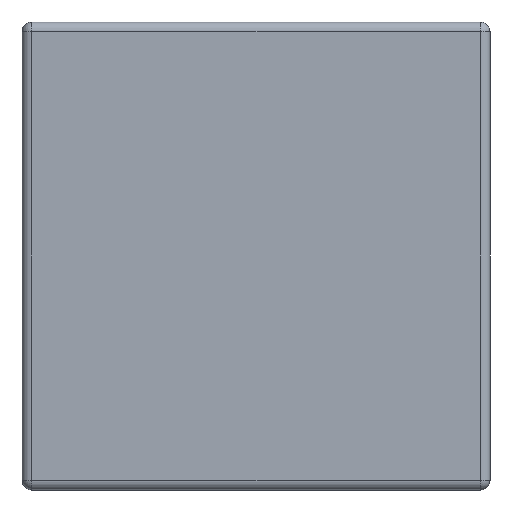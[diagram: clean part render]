
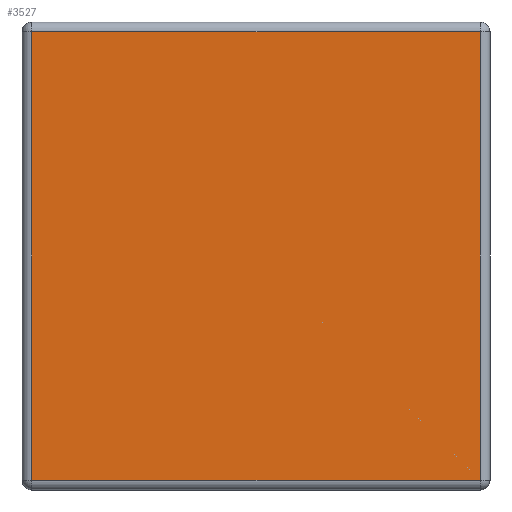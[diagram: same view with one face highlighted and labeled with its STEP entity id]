
A CAD part, left-side view. The second image highlights one B-rep face of the part: STEP entity #3527.
In plain terms, the highlighted planar face has unit normal (-1, 0, 0).
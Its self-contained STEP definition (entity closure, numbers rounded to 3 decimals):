
#244 = DIRECTION ( 'NONE',  ( 0., 0., -1. ) ) ;
#382 = CARTESIAN_POINT ( 'NONE',  ( 0., 0.033, 0. ) ) ;
#411 = DIRECTION ( 'NONE',  ( 0., -1., 0. ) ) ;
#668 = VECTOR ( 'NONE', #411, 1000. ) ;
#809 = LINE ( 'NONE', #2250, #668 ) ;
#844 = PLANE ( 'NONE',  #1529 ) ;
#994 = LINE ( 'NONE', #382, #3091 ) ;
#999 = EDGE_CURVE ( 'NONE', #3389, #1520, #809, .T. ) ;
#1270 = CARTESIAN_POINT ( 'NONE',  ( 0., 0., 0. ) ) ;
#1520 = VERTEX_POINT ( 'NONE', #3436 ) ;
#1529 = AXIS2_PLACEMENT_3D ( 'NONE', #1270, #2389, #4081 ) ;
#1596 = VECTOR ( 'NONE', #2567, 1000. ) ;
#1630 = CARTESIAN_POINT ( 'NONE',  ( 0., 0.033, -0.033 ) ) ;
#1797 = DIRECTION ( 'NONE',  ( 0., 0., 1. ) ) ;
#1828 = VERTEX_POINT ( 'NONE', #1630 ) ;
#2179 = VERTEX_POINT ( 'NONE', #2658 ) ;
#2181 = FACE_OUTER_BOUND ( 'NONE', #2675, .T. ) ;
#2250 = CARTESIAN_POINT ( 'NONE',  ( 0., 0., -1.537 ) ) ;
#2285 = CARTESIAN_POINT ( 'NONE',  ( 0., 1.537, -1.537 ) ) ;
#2360 = CARTESIAN_POINT ( 'NONE',  ( 0., 1.537, -1.57 ) ) ;
#2389 = DIRECTION ( 'NONE',  ( -1., 0., 0. ) ) ;
#2457 = ORIENTED_EDGE ( 'NONE', *, *, #3348, .T. ) ;
#2567 = DIRECTION ( 'NONE',  ( 0., 1., 0. ) ) ;
#2658 = CARTESIAN_POINT ( 'NONE',  ( 0., 1.537, -0.033 ) ) ;
#2675 = EDGE_LOOP ( 'NONE', ( #3973, #4512, #3264, #2457 ) ) ;
#2891 = CARTESIAN_POINT ( 'NONE',  ( 0., 1.57, -0.033 ) ) ;
#3091 = VECTOR ( 'NONE', #1797, 1000. ) ;
#3179 = EDGE_CURVE ( 'NONE', #1520, #1828, #994, .T. ) ;
#3232 = EDGE_CURVE ( 'NONE', #1828, #2179, #3585, .T. ) ;
#3264 = ORIENTED_EDGE ( 'NONE', *, *, #3232, .T. ) ;
#3340 = LINE ( 'NONE', #2360, #3379 ) ;
#3348 = EDGE_CURVE ( 'NONE', #2179, #3389, #3340, .T. ) ;
#3379 = VECTOR ( 'NONE', #244, 1000. ) ;
#3389 = VERTEX_POINT ( 'NONE', #2285 ) ;
#3436 = CARTESIAN_POINT ( 'NONE',  ( 0., 0.033, -1.537 ) ) ;
#3527 = ADVANCED_FACE ( 'NONE', ( #2181 ), #844, .T. ) ;
#3585 = LINE ( 'NONE', #2891, #1596 ) ;
#3973 = ORIENTED_EDGE ( 'NONE', *, *, #999, .T. ) ;
#4081 = DIRECTION ( 'NONE',  ( 0., 0., 1. ) ) ;
#4512 = ORIENTED_EDGE ( 'NONE', *, *, #3179, .T. ) ;
